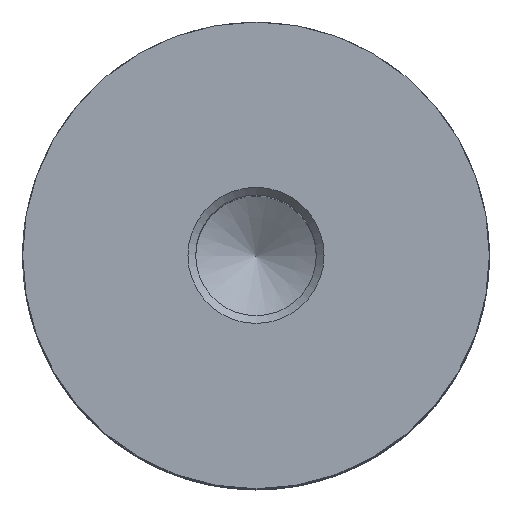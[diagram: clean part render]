
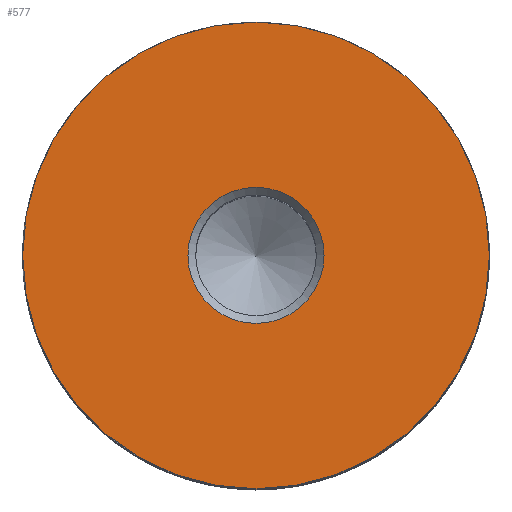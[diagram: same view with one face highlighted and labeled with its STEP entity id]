
A CAD part, top view. The second image highlights one B-rep face of the part: STEP entity #577.
In plain terms, the highlighted planar face has unit normal (0, 0, 1).
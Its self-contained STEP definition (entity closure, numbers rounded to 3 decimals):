
#24=FACE_BOUND('',#137,.T.);
#29=PLANE('',#636);
#103=FACE_OUTER_BOUND('',#136,.T.);
#136=EDGE_LOOP('',(#407));
#137=EDGE_LOOP('',(#408));
#216=CIRCLE('',#630,1.75);
#221=CIRCLE('',#637,6.);
#236=VERTEX_POINT('',#793);
#245=VERTEX_POINT('',#852);
#299=EDGE_CURVE('',#236,#236,#216,.T.);
#311=EDGE_CURVE('',#245,#245,#221,.T.);
#407=ORIENTED_EDGE('',*,*,#311,.T.);
#408=ORIENTED_EDGE('',*,*,#299,.F.);
#577=ADVANCED_FACE('',(#103,#24),#29,.T.);
#630=AXIS2_PLACEMENT_3D('',#794,#679,#680);
#636=AXIS2_PLACEMENT_3D('',#851,#694,#695);
#637=AXIS2_PLACEMENT_3D('',#853,#696,#697);
#679=DIRECTION('center_axis',(0.,0.,1.));
#680=DIRECTION('ref_axis',(-1.,0.,0.));
#694=DIRECTION('center_axis',(0.,0.,1.));
#695=DIRECTION('ref_axis',(1.,0.,0.));
#696=DIRECTION('center_axis',(0.,0.,1.));
#697=DIRECTION('ref_axis',(-1.,0.,0.));
#793=CARTESIAN_POINT('',(1.75,0.,18.));
#794=CARTESIAN_POINT('Origin',(0.,0.,18.));
#851=CARTESIAN_POINT('Origin',(0.,0.,
18.));
#852=CARTESIAN_POINT('',(6.,0.,18.));
#853=CARTESIAN_POINT('Origin',(0.,0.,18.));
